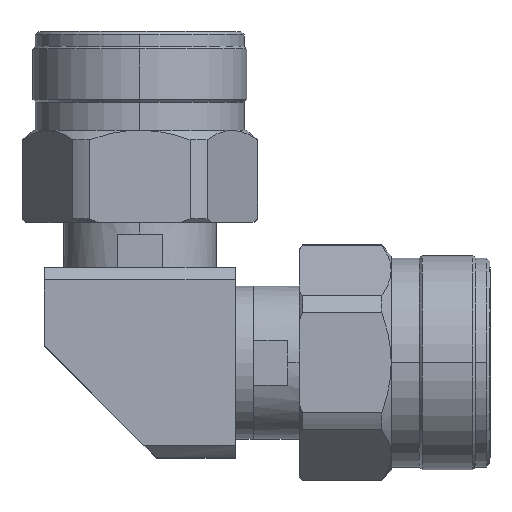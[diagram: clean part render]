
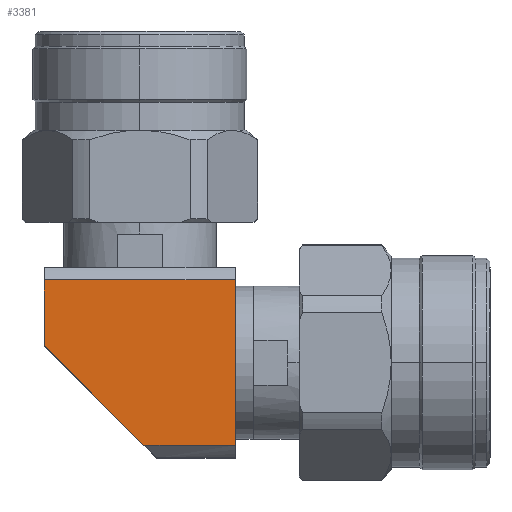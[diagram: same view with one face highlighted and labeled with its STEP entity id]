
A CAD part, top view. The second image highlights one B-rep face of the part: STEP entity #3381.
In plain terms, the highlighted planar face has unit normal (0, 0, 1).
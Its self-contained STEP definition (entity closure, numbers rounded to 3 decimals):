
#246 = FACE_OUTER_BOUND ( 'NONE', #3183, .T. ) ;
#327 = VERTEX_POINT ( 'NONE', #511 ) ;
#481 = DIRECTION ( 'NONE',  ( 1., 0., 0. ) ) ;
#511 = CARTESIAN_POINT ( 'NONE',  ( -8.5, 1.5, 8.5 ) ) ;
#632 = ORIENTED_EDGE ( 'NONE', *, *, #1209, .F. ) ;
#814 = VERTEX_POINT ( 'NONE', #1149 ) ;
#853 = EDGE_CURVE ( 'NONE', #814, #2575, #3348, .T. ) ;
#1149 = CARTESIAN_POINT ( 'NONE',  ( 8.5, 7.37, 8.5 ) ) ;
#1176 = ORIENTED_EDGE ( 'NONE', *, *, #853, .F. ) ;
#1209 = EDGE_CURVE ( 'NONE', #327, #1773, #2988, .T. ) ;
#1359 = VECTOR ( 'NONE', #3231, 1000. ) ;
#1382 = LINE ( 'NONE', #2260, #1776 ) ;
#1398 = DIRECTION ( 'NONE',  ( 0., -1., 0. ) ) ;
#1770 = DIRECTION ( 'NONE',  ( 1., 0., 0. ) ) ;
#1773 = VERTEX_POINT ( 'NONE', #2982 ) ;
#1776 = VECTOR ( 'NONE', #3055, 1000. ) ;
#1866 = ORIENTED_EDGE ( 'NONE', *, *, #2518, .F. ) ;
#2027 = CARTESIAN_POINT ( 'NONE',  ( 8.5, -7.37, 8.5 ) ) ;
#2168 = CARTESIAN_POINT ( 'NONE',  ( 0., 0., 8.5 ) ) ;
#2194 = LINE ( 'NONE', #3537, #2936 ) ;
#2243 = CARTESIAN_POINT ( 'NONE',  ( 8.5, -8.5, 8.5 ) ) ;
#2260 = CARTESIAN_POINT ( 'NONE',  ( 0., -7.37, 8.5 ) ) ;
#2490 = ORIENTED_EDGE ( 'NONE', *, *, #3258, .T. ) ;
#2518 = EDGE_CURVE ( 'NONE', #1773, #814, #3154, .T. ) ;
#2575 = VERTEX_POINT ( 'NONE', #2027 ) ;
#2742 = EDGE_CURVE ( 'NONE', #327, #2958, #2194, .T. ) ;
#2936 = VECTOR ( 'NONE', #3291, 1000. ) ;
#2958 = VERTEX_POINT ( 'NONE', #3187 ) ;
#2963 = VECTOR ( 'NONE', #1770, 1000. ) ;
#2964 = VECTOR ( 'NONE', #1398, 1000. ) ;
#2968 = PLANE ( 'NONE',  #3358 ) ;
#2982 = CARTESIAN_POINT ( 'NONE',  ( -8.5, 7.37, 8.5 ) ) ;
#2988 = LINE ( 'NONE', #3536, #1359 ) ;
#3055 = DIRECTION ( 'NONE',  ( 1., 0., 0. ) ) ;
#3154 = LINE ( 'NONE', #3172, #2963 ) ;
#3172 = CARTESIAN_POINT ( 'NONE',  ( -8.5, 7.37, 8.5 ) ) ;
#3183 = EDGE_LOOP ( 'NONE', ( #3543, #2490, #1176, #1866, #632 ) ) ;
#3187 = CARTESIAN_POINT ( 'NONE',  ( 0.37, -7.37, 8.5 ) ) ;
#3231 = DIRECTION ( 'NONE',  ( 0., 1., 0. ) ) ;
#3258 = EDGE_CURVE ( 'NONE', #2958, #2575, #1382, .T. ) ;
#3286 = DIRECTION ( 'NONE',  ( 0., 0., 1. ) ) ;
#3291 = DIRECTION ( 'NONE',  ( 0.707, -0.707, 0. ) ) ;
#3348 = LINE ( 'NONE', #2243, #2964 ) ;
#3358 = AXIS2_PLACEMENT_3D ( 'NONE', #2168, #3286, #481 ) ;
#3381 = ADVANCED_FACE ( 'NONE', ( #246 ), #2968, .T. ) ;
#3536 = CARTESIAN_POINT ( 'NONE',  ( -8.5, 8.5, 8.5 ) ) ;
#3537 = CARTESIAN_POINT ( 'NONE',  ( -8.5, 1.5, 8.5 ) ) ;
#3543 = ORIENTED_EDGE ( 'NONE', *, *, #2742, .T. ) ;
